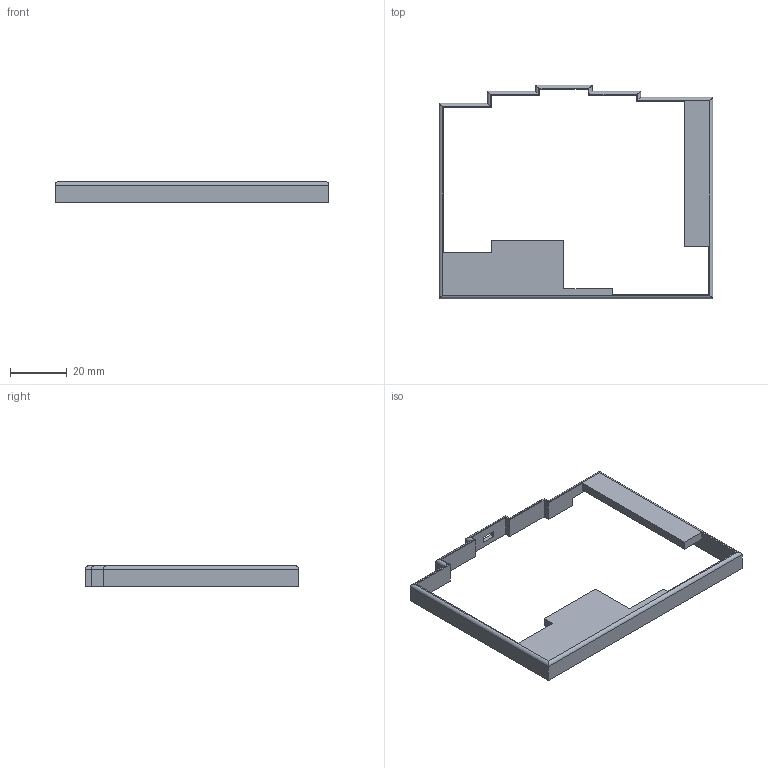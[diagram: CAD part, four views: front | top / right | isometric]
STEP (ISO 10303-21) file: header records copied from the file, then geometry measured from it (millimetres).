
FILE_DESCRIPTION(('FreeCAD Model'),'2;1');
FILE_NAME('Open CASCADE Shape Model','2025-09-06T18:06:21',(''),(''), 'Open CASCADE STEP processor 7.9','FreeCAD','Unknown');
FILE_SCHEMA(('AUTOMOTIVE_DESIGN { 1 0 10303 214 1 1 1 1 }'));
Length unit declared in the file: millimetre
Products named in the file (1): right-top
Bounding box: 96.5 x 75.25 x 7.2 mm (x, y, z)
Volume: 7105.6 mm3; surface area: 8085.8 mm2
Topology: 1 solids, 1 shells, 55 faces, 150 edges, 96 vertices
Faces by surface type: plane 43, cylinder 12
Entity records: 1730 total; most frequent: CARTESIAN_POINT 302, ORIENTED_EDGE 300, DIRECTION 274, EDGE_CURVE 150, LINE 138, VECTOR 138, VERTEX_POINT 96, AXIS2_PLACEMENT_3D 68
